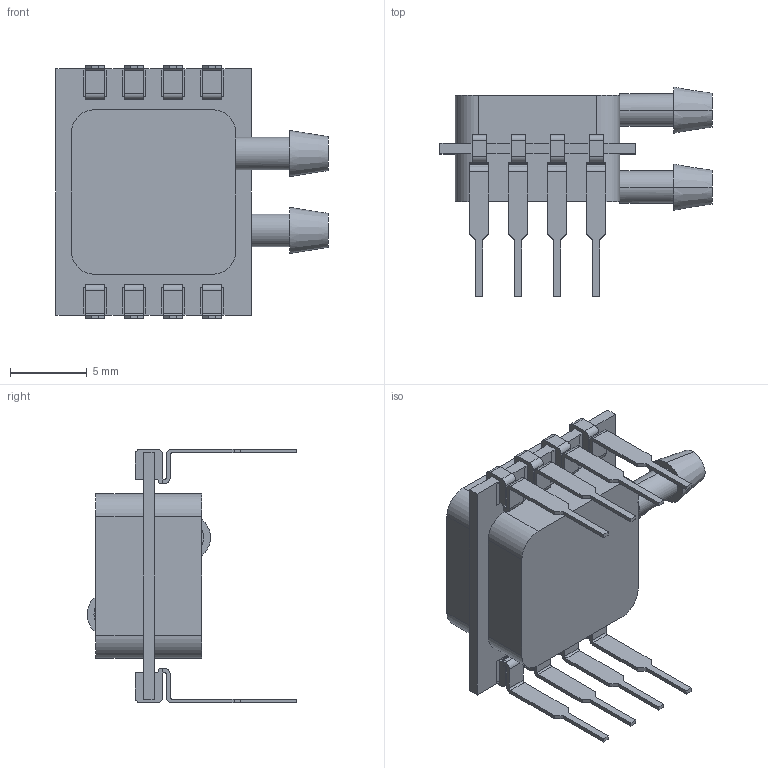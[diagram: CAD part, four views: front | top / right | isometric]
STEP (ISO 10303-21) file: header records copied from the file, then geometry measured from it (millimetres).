
FILE_DESCRIPTION (( 'STEP AP203' ), '1' );
FILE_NAME ('F1SD_STEP.STEP', '2018-04-13T19:36:51', ( 'user' ), ( '' ), 'SwSTEP 2.0', 'SolidWorks 2010', '' );
FILE_SCHEMA (( 'CONFIG_CONTROL_DESIGN' ));
Length unit declared in the file: inch
Products named in the file (1): F1SD_STEP
Bounding box: 17.69 x 13.64 x 16.51 mm (x, y, z)
Volume: 924.6 mm3; surface area: 1070.3 mm2
Topology: 1 solids, 1 shells, 447 faces, 1294 edges, 856 vertices
Faces by surface type: plane 355, cylinder 88, cone 4
Entity records: 14635 total; most frequent: CARTESIAN_POINT 2598, ORIENTED_EDGE 2588, DIRECTION 2378, EDGE_CURVE 1294, VECTOR 1106, LINE 1106, VERTEX_POINT 856, AXIS2_PLACEMENT_3D 636
